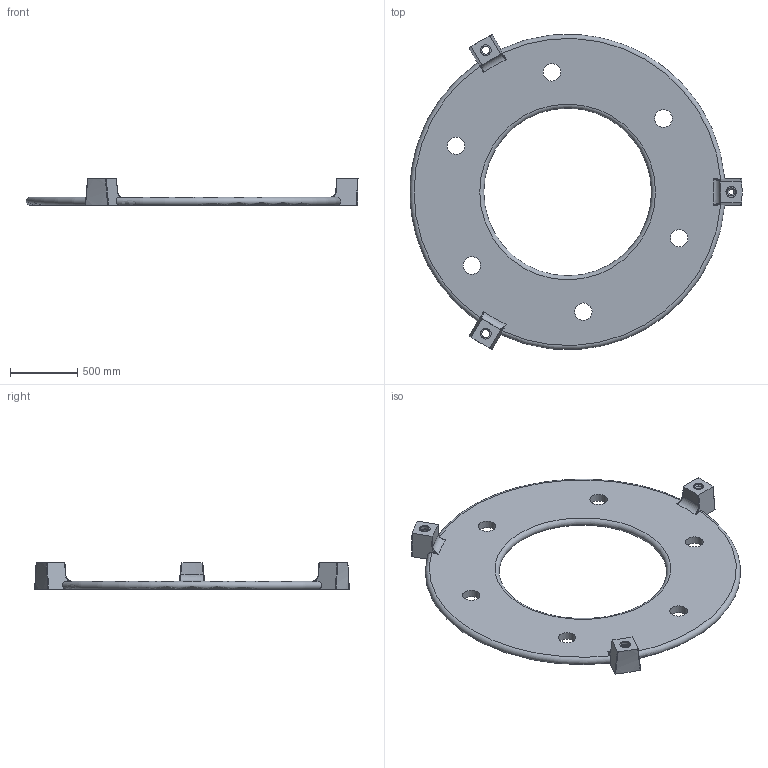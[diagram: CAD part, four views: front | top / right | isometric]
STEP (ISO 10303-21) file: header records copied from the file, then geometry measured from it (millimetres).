
FILE_DESCRIPTION(/* description */ (''),/* implementation_level */ '2;1');
FILE_NAME(/* name */ '21905.070X_3D.stp',/* time_stamp */ '2026-03-13T09:39:04+01:00',/* author */ ('M.Müller'),/* organization */ (''),/* preprocessor_version */ 'ST-DEVELOPER v20.1',/* originating_system */ 'AutoCAD Mechanical',/* authorisation */ '');
FILE_SCHEMA (('AUTOMOTIVE_DESIGN { 1 0 10303 214 3 1 1 }'));
Length unit declared in the file: centimetre
Products named in the file (2): Product; *S0
Assembly tree (1 placements, depth 2):
  Product
    *S0
Bounding box: 2474.69 x 2347.88 x 200 mm (x, y, z)
Volume: 192709157.5 mm3; surface area: 7484677.1 mm2
Topology: 4 solids, 4 shells, 162 faces, 357 edges, 209 vertices
Faces by surface type: cone 63, cylinder 33, bspline 30, plane 29, torus 7
Full cylindrical faces by diameter (mm): 70 x6, 80 x12, 130 x6
Entity records: 6322 total; most frequent: CARTESIAN_POINT 2784, DIRECTION 726, ORIENTED_EDGE 702, EDGE_CURVE 351, AXIS2_PLACEMENT_3D 306, VERTEX_POINT 209, EDGE_LOOP 200, FACE_OUTER_BOUND 162
